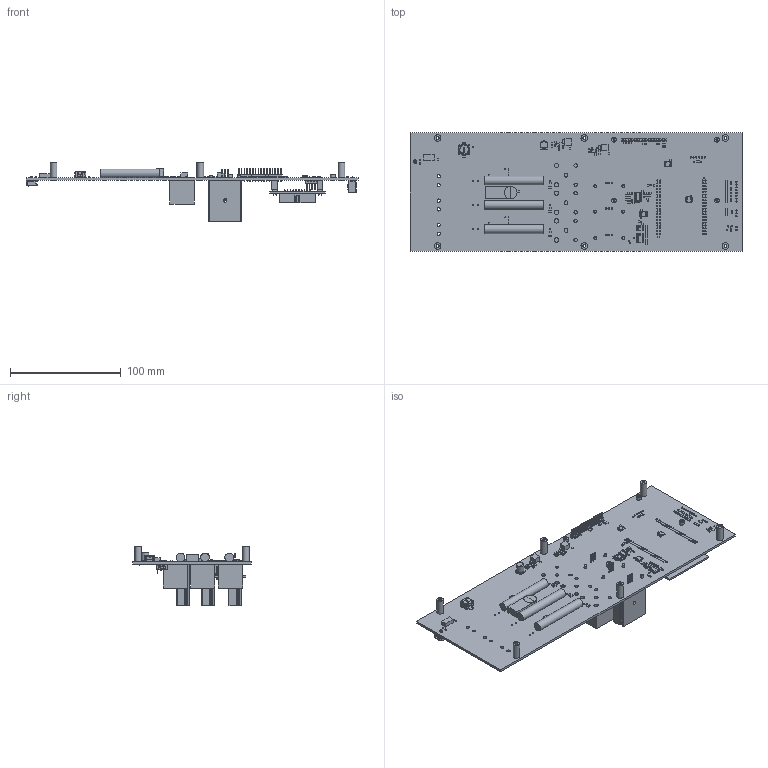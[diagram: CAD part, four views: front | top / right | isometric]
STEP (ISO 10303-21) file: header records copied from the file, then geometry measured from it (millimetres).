
FILE_DESCRIPTION(('Open CASCADE Model'),'2;1');
FILE_NAME('Open CASCADE Shape Model','2017-06-23T10:02:03',('Author'),( 'Open CASCADE'),'Open CASCADE STEP processor 6.8','Open CASCADE 6.8' ,'Unknown');
FILE_SCHEMA(('AUTOMOTIVE_DESIGN { 1 0 10303 214 1 1 1 1 }'));
Length unit declared in the file: millimetre
Products named in the file (288): PCB; Board; R39; 840460968; Extruded; R38; 840460832; R36; R35; U3; SOIC-8akaD0008AakaM08A; M08A_ASM_82_ASM; BODY_M08A_35; LEAD_M08A_57; TIEBAR_M08A_2_ASM; MANIFOLD_SOLID_BREP_2784; MANIFOLD_SOLID_BREP_2935; MANIFOLD_SOLID_BREP_3086; MANIFOLD_SOLID_BREP_3237; D12; 840461376; D11; D10; C59; 840461512; X5; 61301611121; 6130xx11121_PIN; X4; 022182081; Open CASCADE STEP translator 6.8 1.12.1.1; Open CASCADE STEP translator 6.8 1.12.1.2; X3; 436500200; Open CASCADE STEP translator 6.8 1.13.1.1; Open CASCADE STEP translator 6.8 1.13.1.2; X2; 840462600; X1; U12 ...
Assembly tree (508 placements, depth 6):
  PCB
    Board
    R39
      840460968
        Extruded
    R38
      840460832
        Extruded
    R36
      840460968
        Extruded
    R35
      840460832
        Extruded
    U3
      SOIC-8akaD0008AakaM08A
        M08A_ASM_82_ASM
          BODY_M08A_35
          LEAD_M08A_57  x8
          TIEBAR_M08A_2_ASM
            MANIFOLD_SOLID_BREP_2784
            MANIFOLD_SOLID_BREP_2935
            MANIFOLD_SOLID_BREP_3086
            MANIFOLD_SOLID_BREP_3237
    D12
      840461376
        Extruded
    D11
      840461376
        Extruded
    D10
      840461376
        Extruded
    C59
      840461512
        Extruded
    X5
      61301611121
        6130xx11121_PIN  x16
        61301611121
    X4
      022182081
        Open CASCADE STEP translator 6.8 1.12.1.1
        Open CASCADE STEP translator 6.8 1.12.1.2
    X3
      436500200
        Open CASCADE STEP translator 6.8 1.13.1.1
        Open CASCADE STEP translator 6.8 1.13.1.2
    X2
      840462600
        Extruded
    X1
      840462600
        Extruded
    U12
      PW0014AakaMTC14
        BODY_MTC14
        LEAD_MTC14  x14
    U11
      61300611121
Bounding box: 300 x 107.5 x 53.66 mm (x, y, z)
Volume: 143946.7 mm3; surface area: 128375.4 mm2
Topology: 407 solids, 410 shells, 8021 faces, 18957 edges, 11812 vertices
Faces by surface type: plane 6331, cylinder 1301, torus 155, bspline 122, sphere 94, extrusion 16, cone 2
Full cylindrical faces by diameter (mm): 0.13 x206, 0.5 x1, 0.562 x1, 0.7 x1, 0.89 x13, 1 x90, 1.07 x8, 1.1 x28, 1.3 x9, 1.567 x4, 2.459 x6, 2.7 x6, 2.8 x4, 3 x17, 3.5 x3, 4 x6, 4.2 x6, 4.35 x4, 4.4 x6, 5.688 x1, 6 x6, 6.5 x1, 7.9 x3, 11.44 x1
Entity records: 200263 total; most frequent: CARTESIAN_POINT 49137, ORIENTED_EDGE 24773, DIRECTION 24300, EDGE_CURVE 12389, VECTOR 10150, LINE 10134, VERTEX_POINT 7618, AXIS2_PLACEMENT_3D 7075
